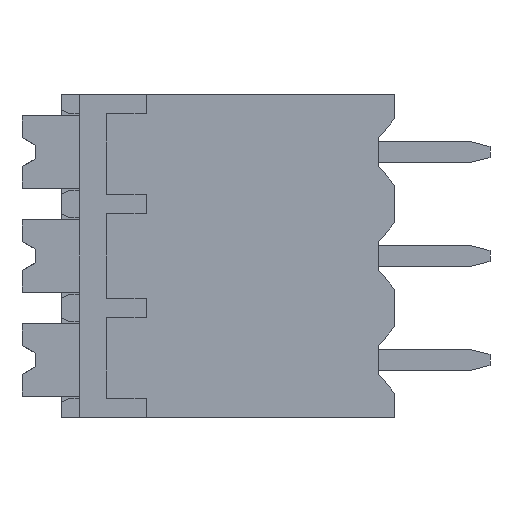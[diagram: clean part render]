
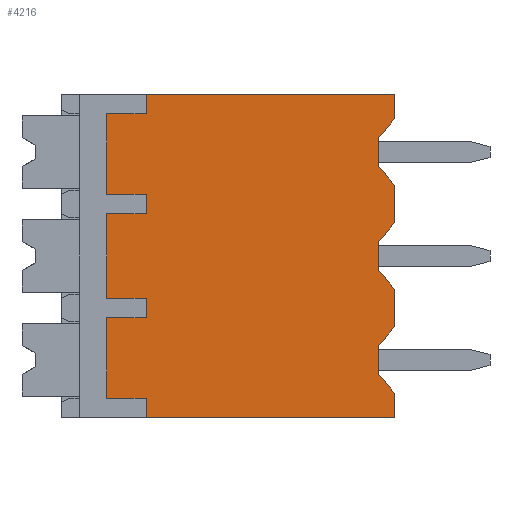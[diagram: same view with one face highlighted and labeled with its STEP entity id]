
A CAD part, left-side view. The second image highlights one B-rep face of the part: STEP entity #4216.
In plain terms, the highlighted planar face has unit normal (-1, 0, 0).
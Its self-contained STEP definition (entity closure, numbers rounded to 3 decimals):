
#50=DIRECTION('',(0.,-1.,0.));
#51=VECTOR('',#50,9.1);
#52=CARTESIAN_POINT('',(0.,9.1,-9.72));
#53=LINE('',#52,#51);
#290=DIRECTION('',(0.,0.,1.));
#291=VECTOR('',#290,0.71);
#292=CARTESIAN_POINT('',(0.,9.1,-6.07));
#293=LINE('',#292,#291);
#294=DIRECTION('',(0.,-1.,0.));
#295=VECTOR('',#294,1.45);
#296=CARTESIAN_POINT('',(0.,10.55,-5.36));
#297=LINE('',#296,#295);
#298=DIRECTION('',(0.,0.,1.));
#299=VECTOR('',#298,3.1);
#300=CARTESIAN_POINT('',(0.,10.55,-5.36));
#301=LINE('',#300,#299);
#302=DIRECTION('',(0.,1.,0.));
#303=VECTOR('',#302,1.45);
#304=CARTESIAN_POINT('',(0.,9.1,-2.26));
#305=LINE('',#304,#303);
#306=DIRECTION('',(0.,0.,1.));
#307=VECTOR('',#306,0.71);
#308=CARTESIAN_POINT('',(0.,9.1,-2.26));
#309=LINE('',#308,#307);
#310=DIRECTION('',(0.,-1.,0.));
#311=VECTOR('',#310,1.45);
#312=CARTESIAN_POINT('',(0.,10.55,-1.55));
#313=LINE('',#312,#311);
#314=DIRECTION('',(0.,0.,1.));
#315=VECTOR('',#314,2.95);
#316=CARTESIAN_POINT('',(0.,10.55,-1.55));
#317=LINE('',#316,#315);
#318=DIRECTION('',(0.,1.,0.));
#319=VECTOR('',#318,1.45);
#320=CARTESIAN_POINT('',(0.,9.1,1.4));
#321=LINE('',#320,#319);
#322=DIRECTION('',(0.,0.,1.));
#323=VECTOR('',#322,0.7);
#324=CARTESIAN_POINT('',(0.,9.1,1.4));
#325=LINE('',#324,#323);
#326=DIRECTION('',(0.,-0.643,0.766));
#327=VECTOR('',#326,0.933);
#328=CARTESIAN_POINT('',(0.,0.6,0.5));
#329=LINE('',#328,#327);
#330=DIRECTION('',(0.,0.,1.));
#331=VECTOR('',#330,1.);
#332=CARTESIAN_POINT('',(0.,0.6,-0.5));
#333=LINE('',#332,#331);
#334=DIRECTION('',(0.,0.643,0.766));
#335=VECTOR('',#334,0.933);
#336=CARTESIAN_POINT('',(0.,0.,-1.215));
#337=LINE('',#336,#335);
#338=DIRECTION('',(0.,-0.643,0.766));
#339=VECTOR('',#338,0.933);
#340=CARTESIAN_POINT('',(0.,0.6,-3.31));
#341=LINE('',#340,#339);
#342=DIRECTION('',(0.,0.,1.));
#343=VECTOR('',#342,1.);
#344=CARTESIAN_POINT('',(0.,0.6,-4.31));
#345=LINE('',#344,#343);
#346=DIRECTION('',(0.,0.643,0.766));
#347=VECTOR('',#346,0.933);
#348=CARTESIAN_POINT('',(0.,0.,-5.025));
#349=LINE('',#348,#347);
#350=DIRECTION('',(0.,-0.643,0.766));
#351=VECTOR('',#350,0.933);
#352=CARTESIAN_POINT('',(0.,0.6,-7.12));
#353=LINE('',#352,#351);
#354=DIRECTION('',(0.,0.,1.));
#355=VECTOR('',#354,1.);
#356=CARTESIAN_POINT('',(0.,0.6,-8.12));
#357=LINE('',#356,#355);
#358=DIRECTION('',(0.,0.643,0.766));
#359=VECTOR('',#358,0.933);
#360=CARTESIAN_POINT('',(0.,0.,-8.835));
#361=LINE('',#360,#359);
#362=DIRECTION('',(0.,0.,1.));
#363=VECTOR('',#362,0.7);
#364=CARTESIAN_POINT('',(0.,9.1,-9.72));
#365=LINE('',#364,#363);
#366=DIRECTION('',(0.,-1.,0.));
#367=VECTOR('',#366,1.45);
#368=CARTESIAN_POINT('',(0.,10.55,-9.02));
#369=LINE('',#368,#367);
#370=DIRECTION('',(0.,0.,1.));
#371=VECTOR('',#370,2.95);
#372=CARTESIAN_POINT('',(0.,10.55,-9.02));
#373=LINE('',#372,#371);
#374=DIRECTION('',(0.,1.,0.));
#375=VECTOR('',#374,1.45);
#376=CARTESIAN_POINT('',(0.,9.1,-6.07));
#377=LINE('',#376,#375);
#952=DIRECTION('',(0.,-1.,0.));
#953=VECTOR('',#952,9.1);
#954=CARTESIAN_POINT('',(0.,9.1,2.1));
#955=LINE('',#954,#953);
#1101=DIRECTION('',(0.,0.,1.));
#1102=VECTOR('',#1101,0.885);
#1103=CARTESIAN_POINT('',(0.,0.,1.215));
#1104=LINE('',#1103,#1102);
#1113=DIRECTION('',(0.,0.,1.));
#1114=VECTOR('',#1113,1.38);
#1115=CARTESIAN_POINT('',(0.,0.,-2.595));
#1116=LINE('',#1115,#1114);
#1137=DIRECTION('',(0.,0.,1.));
#1138=VECTOR('',#1137,0.885);
#1139=CARTESIAN_POINT('',(0.,0.,-9.72));
#1140=LINE('',#1139,#1138);
#1145=DIRECTION('',(0.,0.,1.));
#1146=VECTOR('',#1145,1.38);
#1147=CARTESIAN_POINT('',(0.,0.,-6.405));
#1148=LINE('',#1147,#1146);
#2967=CARTESIAN_POINT('',(0.,9.1,-9.72));
#2968=VERTEX_POINT('',#2967);
#2969=CARTESIAN_POINT('',(0.,0.,-9.72));
#2970=VERTEX_POINT('',#2969);
#2995=CARTESIAN_POINT('',(0.,9.1,2.1));
#2996=VERTEX_POINT('',#2995);
#2997=CARTESIAN_POINT('',(0.,0.,2.1));
#2998=VERTEX_POINT('',#2997);
#3417=CARTESIAN_POINT('',(0.,9.1,1.4));
#3418=VERTEX_POINT('',#3417);
#3419=CARTESIAN_POINT('',(0.,10.55,1.4));
#3420=VERTEX_POINT('',#3419);
#3425=CARTESIAN_POINT('',(0.,9.1,-9.02));
#3426=VERTEX_POINT('',#3425);
#3427=CARTESIAN_POINT('',(0.,10.55,-9.02));
#3428=VERTEX_POINT('',#3427);
#3549=CARTESIAN_POINT('',(0.,0.,-1.215));
#3550=CARTESIAN_POINT('',(0.,0.6,-0.5));
#3551=VERTEX_POINT('',#3549);
#3552=VERTEX_POINT('',#3550);
#3553=CARTESIAN_POINT('',(0.,0.6,0.5));
#3554=VERTEX_POINT('',#3553);
#3555=CARTESIAN_POINT('',(0.,0.,1.215));
#3556=VERTEX_POINT('',#3555);
#3565=CARTESIAN_POINT('',(0.,0.,-5.025));
#3566=CARTESIAN_POINT('',(0.,0.6,-4.31));
#3567=VERTEX_POINT('',#3565);
#3568=VERTEX_POINT('',#3566);
#3569=CARTESIAN_POINT('',(0.,0.6,-3.31));
#3570=VERTEX_POINT('',#3569);
#3571=CARTESIAN_POINT('',(0.,0.,-2.595));
#3572=VERTEX_POINT('',#3571);
#3581=CARTESIAN_POINT('',(0.,0.,-8.835));
#3582=CARTESIAN_POINT('',(0.,0.6,-8.12));
#3583=VERTEX_POINT('',#3581);
#3584=VERTEX_POINT('',#3582);
#3585=CARTESIAN_POINT('',(0.,0.6,-7.12));
#3586=VERTEX_POINT('',#3585);
#3587=CARTESIAN_POINT('',(0.,0.,-6.405));
#3588=VERTEX_POINT('',#3587);
#3605=CARTESIAN_POINT('',(0.,9.1,-2.26));
#3606=VERTEX_POINT('',#3605);
#3607=CARTESIAN_POINT('',(0.,9.1,-1.55));
#3608=VERTEX_POINT('',#3607);
#3609=CARTESIAN_POINT('',(0.,10.55,-2.26));
#3610=VERTEX_POINT('',#3609);
#3611=CARTESIAN_POINT('',(0.,10.55,-1.55));
#3612=VERTEX_POINT('',#3611);
#3621=CARTESIAN_POINT('',(0.,9.1,-6.07));
#3622=VERTEX_POINT('',#3621);
#3623=CARTESIAN_POINT('',(0.,9.1,-5.36));
#3624=VERTEX_POINT('',#3623);
#3625=CARTESIAN_POINT('',(0.,10.55,-6.07));
#3626=VERTEX_POINT('',#3625);
#3627=CARTESIAN_POINT('',(0.,10.55,-5.36));
#3628=VERTEX_POINT('',#3627);
#4155=CARTESIAN_POINT('',(0.,9.1,-9.72));
#4156=DIRECTION('',(-1.,0.,0.));
#4157=DIRECTION('',(0.,-1.,0.));
#4158=AXIS2_PLACEMENT_3D('',#4155,#4156,#4157);
#4159=PLANE('',#4158);
#4161=ORIENTED_EDGE('',*,*,#4160,.T.);
#4163=ORIENTED_EDGE('',*,*,#4162,.F.);
#4165=ORIENTED_EDGE('',*,*,#4164,.T.);
#4167=ORIENTED_EDGE('',*,*,#4166,.F.);
#4169=ORIENTED_EDGE('',*,*,#4168,.T.);
#4171=ORIENTED_EDGE('',*,*,#4170,.F.);
#4173=ORIENTED_EDGE('',*,*,#4172,.T.);
#4175=ORIENTED_EDGE('',*,*,#4174,.F.);
#4177=ORIENTED_EDGE('',*,*,#4176,.T.);
#4179=ORIENTED_EDGE('',*,*,#4178,.T.);
#4181=ORIENTED_EDGE('',*,*,#4180,.F.);
#4183=ORIENTED_EDGE('',*,*,#4182,.F.);
#4185=ORIENTED_EDGE('',*,*,#4184,.F.);
#4187=ORIENTED_EDGE('',*,*,#4186,.F.);
#4189=ORIENTED_EDGE('',*,*,#4188,.F.);
#4191=ORIENTED_EDGE('',*,*,#4190,.F.);
#4193=ORIENTED_EDGE('',*,*,#4192,.F.);
#4195=ORIENTED_EDGE('',*,*,#4194,.F.);
#4197=ORIENTED_EDGE('',*,*,#4196,.F.);
#4199=ORIENTED_EDGE('',*,*,#4198,.F.);
#4201=ORIENTED_EDGE('',*,*,#4200,.F.);
#4202=ORIENTED_EDGE('',*,*,#4145,.F.);
#4204=ORIENTED_EDGE('',*,*,#4203,.F.);
#4205=ORIENTED_EDGE('',*,*,#3892,.F.);
#4207=ORIENTED_EDGE('',*,*,#4206,.T.);
#4209=ORIENTED_EDGE('',*,*,#4208,.F.);
#4211=ORIENTED_EDGE('',*,*,#4210,.T.);
#4213=ORIENTED_EDGE('',*,*,#4212,.F.);
#4214=EDGE_LOOP('',(#4161,#4163,#4165,#4167,#4169,#4171,#4173,#4175,#4177,#4179,
#4181,#4183,#4185,#4187,#4189,#4191,#4193,#4195,#4197,#4199,#4201,#4202,#4204,
#4205,#4207,#4209,#4211,#4213));
#4215=FACE_OUTER_BOUND('',#4214,.F.);
#3892=EDGE_CURVE('',#2968,#2970,#53,.T.);
#4145=EDGE_CURVE('',#3583,#3584,#361,.T.);
#4160=EDGE_CURVE('',#3622,#3624,#293,.T.);
#4162=EDGE_CURVE('',#3628,#3624,#297,.T.);
#4164=EDGE_CURVE('',#3628,#3610,#301,.T.);
#4166=EDGE_CURVE('',#3606,#3610,#305,.T.);
#4168=EDGE_CURVE('',#3606,#3608,#309,.T.);
#4170=EDGE_CURVE('',#3612,#3608,#313,.T.);
#4172=EDGE_CURVE('',#3612,#3420,#317,.T.);
#4174=EDGE_CURVE('',#3418,#3420,#321,.T.);
#4176=EDGE_CURVE('',#3418,#2996,#325,.T.);
#4178=EDGE_CURVE('',#2996,#2998,#955,.T.);
#4180=EDGE_CURVE('',#3556,#2998,#1104,.T.);
#4182=EDGE_CURVE('',#3554,#3556,#329,.T.);
#4184=EDGE_CURVE('',#3552,#3554,#333,.T.);
#4186=EDGE_CURVE('',#3551,#3552,#337,.T.);
#4188=EDGE_CURVE('',#3572,#3551,#1116,.T.);
#4190=EDGE_CURVE('',#3570,#3572,#341,.T.);
#4192=EDGE_CURVE('',#3568,#3570,#345,.T.);
#4194=EDGE_CURVE('',#3567,#3568,#349,.T.);
#4196=EDGE_CURVE('',#3588,#3567,#1148,.T.);
#4198=EDGE_CURVE('',#3586,#3588,#353,.T.);
#4200=EDGE_CURVE('',#3584,#3586,#357,.T.);
#4203=EDGE_CURVE('',#2970,#3583,#1140,.T.);
#4206=EDGE_CURVE('',#2968,#3426,#365,.T.);
#4208=EDGE_CURVE('',#3428,#3426,#369,.T.);
#4210=EDGE_CURVE('',#3428,#3626,#373,.T.);
#4212=EDGE_CURVE('',#3622,#3626,#377,.T.);
#4216=ADVANCED_FACE('',(#4215),#4159,.T.);
